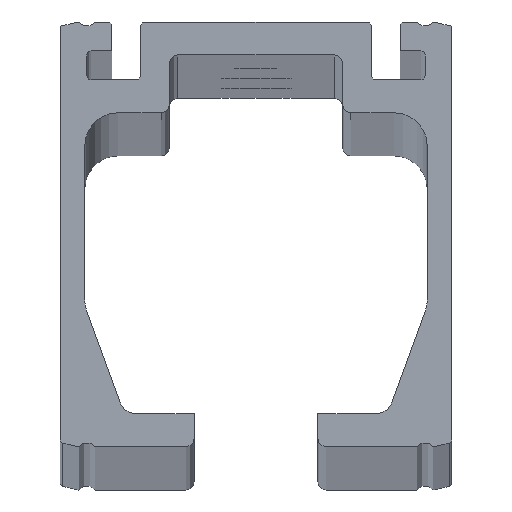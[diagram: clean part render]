
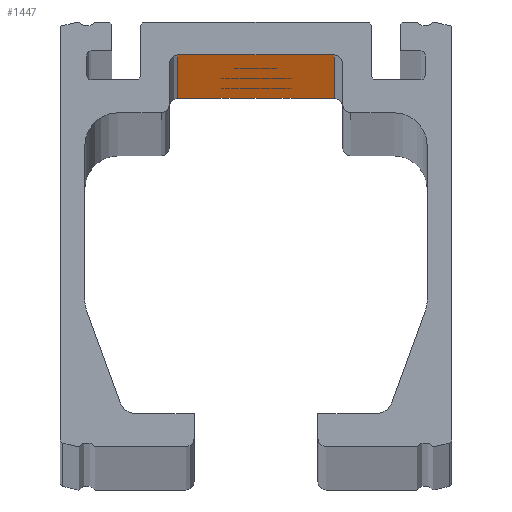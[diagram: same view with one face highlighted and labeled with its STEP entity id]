
A CAD part, top view. The second image highlights one B-rep face of the part: STEP entity #1447.
In plain terms, the highlighted planar face has unit normal (0, -1, 0).
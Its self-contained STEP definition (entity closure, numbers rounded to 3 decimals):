
#15=FACE_BOUND('',#169,.T.);
#16=FACE_BOUND('',#170,.T.);
#17=FACE_BOUND('',#171,.T.);
#18=FACE_BOUND('',#172,.T.);
#19=FACE_BOUND('',#173,.T.);
#40=PLANE('',#1599);
#95=FACE_OUTER_BOUND('',#168,.T.);
#168=EDGE_LOOP('',(#1139,#1140,#1141,#1142,#1143,#1144));
#169=EDGE_LOOP('',(#1145));
#170=EDGE_LOOP('',(#1146));
#171=EDGE_LOOP('',(#1147));
#172=EDGE_LOOP('',(#1148));
#173=EDGE_LOOP('',(#1149));
#219=CIRCLE('',#1509,4.25);
#237=CIRCLE('',#1529,4.25);
#240=CIRCLE('',#1533,4.25);
#243=CIRCLE('',#1537,4.25);
#246=CIRCLE('',#1541,4.25);
#249=CIRCLE('',#1545,4.25);
#314=LINE('',#2175,#455);
#320=LINE('',#2218,#461);
#376=LINE('',#2383,#517);
#377=LINE('',#2386,#518);
#378=LINE('',#2387,#519);
#455=VECTOR('',#1716,10.);
#461=VECTOR('',#1764,10.);
#517=VECTOR('',#1924,10.);
#518=VECTOR('',#1927,10.);
#519=VECTOR('',#1928,10.);
#578=VERTEX_POINT('',#2103);
#580=VERTEX_POINT('',#2107);
#612=VERTEX_POINT('',#2173);
#615=VERTEX_POINT('',#2181);
#618=VERTEX_POINT('',#2189);
#621=VERTEX_POINT('',#2197);
#624=VERTEX_POINT('',#2205);
#627=VERTEX_POINT('',#2213);
#628=VERTEX_POINT('',#2217);
#685=VERTEX_POINT('',#2381);
#686=VERTEX_POINT('',#2385);
#727=EDGE_CURVE('',#578,#580,#219,.T.);
#760=EDGE_CURVE('',#580,#612,#314,.T.);
#764=EDGE_CURVE('',#615,#615,#237,.T.);
#768=EDGE_CURVE('',#618,#618,#240,.T.);
#772=EDGE_CURVE('',#621,#621,#243,.T.);
#776=EDGE_CURVE('',#624,#624,#246,.T.);
#780=EDGE_CURVE('',#627,#627,#249,.T.);
#781=EDGE_CURVE('',#628,#578,#320,.T.);
#864=EDGE_CURVE('',#685,#612,#376,.T.);
#865=EDGE_CURVE('',#685,#686,#377,.T.);
#866=EDGE_CURVE('',#686,#628,#378,.T.);
#1139=ORIENTED_EDGE('',*,*,#727,.T.);
#1140=ORIENTED_EDGE('',*,*,#760,.T.);
#1141=ORIENTED_EDGE('',*,*,#864,.F.);
#1142=ORIENTED_EDGE('',*,*,#865,.T.);
#1143=ORIENTED_EDGE('',*,*,#866,.T.);
#1144=ORIENTED_EDGE('',*,*,#781,.T.);
#1145=ORIENTED_EDGE('',*,*,#764,.T.);
#1146=ORIENTED_EDGE('',*,*,#768,.T.);
#1147=ORIENTED_EDGE('',*,*,#772,.T.);
#1148=ORIENTED_EDGE('',*,*,#776,.T.);
#1149=ORIENTED_EDGE('',*,*,#780,.T.);
#1447=ADVANCED_FACE('',(#95,#15,#16,#17,#18,#19),#40,.T.);
#1509=AXIS2_PLACEMENT_3D('',#2109,#1665,#1666);
#1529=AXIS2_PLACEMENT_3D('',#2183,#1724,#1725);
#1533=AXIS2_PLACEMENT_3D('',#2191,#1733,#1734);
#1537=AXIS2_PLACEMENT_3D('',#2199,#1742,#1743);
#1541=AXIS2_PLACEMENT_3D('',#2207,#1751,#1752);
#1545=AXIS2_PLACEMENT_3D('',#2215,#1760,#1761);
#1599=AXIS2_PLACEMENT_3D('',#2384,#1925,#1926);
#1665=DIRECTION('center_axis',(0.,1.,0.));
#1666=DIRECTION('ref_axis',(-1.,0.,0.));
#1716=DIRECTION('',(1.,0.,0.));
#1724=DIRECTION('center_axis',(0.,1.,0.));
#1725=DIRECTION('ref_axis',(1.,0.,0.));
#1733=DIRECTION('center_axis',(0.,1.,0.));
#1734=DIRECTION('ref_axis',(-1.,0.,0.));
#1742=DIRECTION('center_axis',(0.,1.,0.));
#1743=DIRECTION('ref_axis',(-1.,0.,0.));
#1751=DIRECTION('center_axis',(0.,1.,0.));
#1752=DIRECTION('ref_axis',(-1.,0.,0.));
#1760=DIRECTION('center_axis',(0.,1.,0.));
#1761=DIRECTION('ref_axis',(-1.,0.,0.));
#1764=DIRECTION('',(1.,0.,0.));
#1924=DIRECTION('',(0.,0.,-1.));
#1925=DIRECTION('center_axis',(0.,-1.,0.));
#1926=DIRECTION('ref_axis',(0.,0.,-1.));
#1927=DIRECTION('',(-1.,0.,0.));
#1928=DIRECTION('',(0.,0.,-1.));
#2103=CARTESIAN_POINT('',(-4.25,47.5,0.));
#2107=CARTESIAN_POINT('',(4.25,47.5,0.));
#2109=CARTESIAN_POINT('Origin',(0.,47.5,0.));
#2173=CARTESIAN_POINT('',(9.5,47.5,0.));
#2175=CARTESIAN_POINT('',(0.,47.5,0.));
#2181=CARTESIAN_POINT('',(-4.25,47.5,2940.));
#2183=CARTESIAN_POINT('Origin',(0.,47.5,2940.));
#2189=CARTESIAN_POINT('',(4.25,47.5,700.));
#2191=CARTESIAN_POINT('Origin',(0.,47.5,700.));
#2197=CARTESIAN_POINT('',(4.25,47.5,1400.));
#2199=CARTESIAN_POINT('Origin',(0.,47.5,1400.));
#2205=CARTESIAN_POINT('',(4.25,47.5,2100.));
#2207=CARTESIAN_POINT('Origin',(0.,47.5,2100.));
#2213=CARTESIAN_POINT('',(4.25,47.5,2800.));
#2215=CARTESIAN_POINT('Origin',(0.,47.5,2800.));
#2217=CARTESIAN_POINT('',(-9.5,47.5,0.));
#2218=CARTESIAN_POINT('',(0.,47.5,0.));
#2381=CARTESIAN_POINT('',(9.5,47.5,3000.));
#2383=CARTESIAN_POINT('',(9.5,47.5,0.));
#2384=CARTESIAN_POINT('Origin',(0.,47.5,0.));
#2385=CARTESIAN_POINT('',(-9.5,47.5,3000.));
#2386=CARTESIAN_POINT('',(0.,47.5,3000.));
#2387=CARTESIAN_POINT('',(-9.5,47.5,0.));
